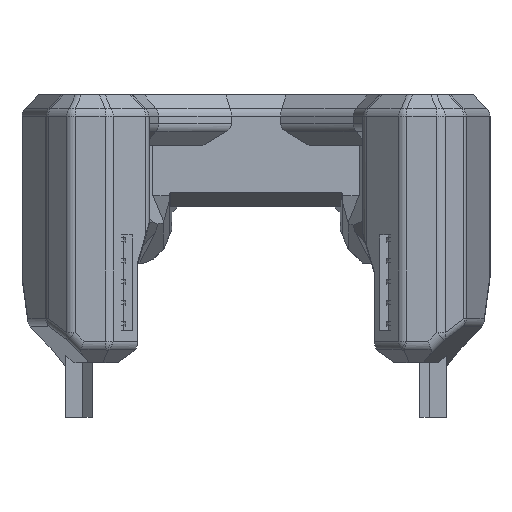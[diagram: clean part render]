
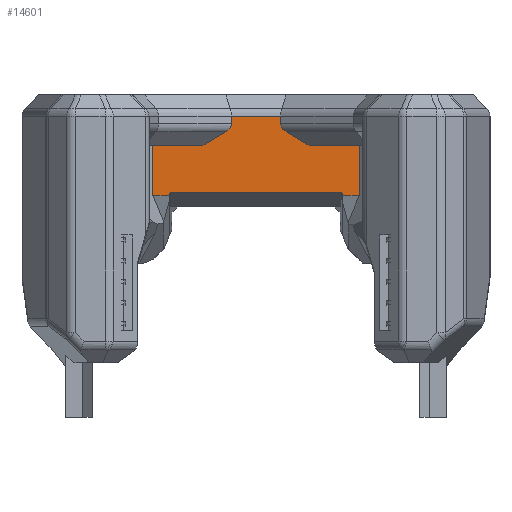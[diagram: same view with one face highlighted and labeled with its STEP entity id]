
A CAD part, left-side view. The second image highlights one B-rep face of the part: STEP entity #14601.
In plain terms, the highlighted planar face has unit normal (-1, 0, 0).
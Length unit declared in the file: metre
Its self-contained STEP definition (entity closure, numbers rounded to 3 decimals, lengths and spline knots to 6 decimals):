
#906=ELLIPSE('',#15506,0.003373,0.002);
#907=ELLIPSE('',#15507,0.003373,0.002);
#1440=ORIENTED_EDGE('',*,*,#5965,.T.);
#1441=ORIENTED_EDGE('',*,*,#5966,.T.);
#1442=ORIENTED_EDGE('',*,*,#5967,.T.);
#1443=ORIENTED_EDGE('',*,*,#5921,.T.);
#1444=ORIENTED_EDGE('',*,*,#5946,.T.);
#1445=ORIENTED_EDGE('',*,*,#5968,.T.);
#1446=ORIENTED_EDGE('',*,*,#5969,.T.);
#1447=ORIENTED_EDGE('',*,*,#5970,.T.);
#1448=ORIENTED_EDGE('',*,*,#5971,.T.);
#1449=ORIENTED_EDGE('',*,*,#5972,.T.);
#1450=ORIENTED_EDGE('',*,*,#5973,.T.);
#1451=ORIENTED_EDGE('',*,*,#5974,.T.);
#1452=ORIENTED_EDGE('',*,*,#5975,.T.);
#1453=ORIENTED_EDGE('',*,*,#5976,.T.);
#1454=ORIENTED_EDGE('',*,*,#5977,.T.);
#1455=ORIENTED_EDGE('',*,*,#5961,.T.);
#5921=EDGE_CURVE('',#8183,#8186,#9558,.T.);
#5946=EDGE_CURVE('',#8186,#8211,#9583,.T.);
#5961=EDGE_CURVE('',#8221,#8223,#9598,.T.);
#5965=EDGE_CURVE('',#8223,#8225,#9602,.T.);
#5966=EDGE_CURVE('',#8225,#8226,#9603,.F.);
#5967=EDGE_CURVE('',#8226,#8183,#9604,.F.);
#5968=EDGE_CURVE('',#8211,#8227,#9605,.T.);
#5969=EDGE_CURVE('',#8227,#8228,#9606,.F.);
#5970=EDGE_CURVE('',#8228,#8229,#906,.F.);
#5971=EDGE_CURVE('',#8229,#8230,#9607,.T.);
#5972=EDGE_CURVE('',#8230,#8231,#9608,.F.);
#5973=EDGE_CURVE('',#8231,#8232,#9609,.T.);
#5974=EDGE_CURVE('',#8232,#8233,#907,.F.);
#5975=EDGE_CURVE('',#8233,#8234,#9610,.F.);
#5976=EDGE_CURVE('',#8234,#8235,#9611,.T.);
#5977=EDGE_CURVE('',#8235,#8221,#9612,.T.);
#8183=VERTEX_POINT('',#21550);
#8186=VERTEX_POINT('',#21555);
#8211=VERTEX_POINT('',#21608);
#8221=VERTEX_POINT('',#21634);
#8223=VERTEX_POINT('',#21638);
#8225=VERTEX_POINT('',#21647);
#8226=VERTEX_POINT('',#21649);
#8227=VERTEX_POINT('',#21652);
#8228=VERTEX_POINT('',#21654);
#8229=VERTEX_POINT('',#21656);
#8230=VERTEX_POINT('',#21658);
#8231=VERTEX_POINT('',#21660);
#8232=VERTEX_POINT('',#21662);
#8233=VERTEX_POINT('',#21664);
#8234=VERTEX_POINT('',#21666);
#8235=VERTEX_POINT('',#21668);
#9558=LINE('',#21556,#10967);
#9583=LINE('',#21609,#10992);
#9598=LINE('',#21639,#11007);
#9602=LINE('',#21646,#11011);
#9603=LINE('',#21648,#11012);
#9604=LINE('',#21650,#11013);
#9605=LINE('',#21651,#11014);
#9606=LINE('',#21653,#11015);
#9607=LINE('',#21657,#11016);
#9608=LINE('',#21659,#11017);
#9609=LINE('',#21661,#11018);
#9610=LINE('',#21665,#11019);
#9611=LINE('',#21667,#11020);
#9612=LINE('',#21669,#11021);
#10967=VECTOR('',#17082,1.);
#10992=VECTOR('',#17113,1.);
#11007=VECTOR('',#17134,1.);
#11011=VECTOR('',#17142,1.);
#11012=VECTOR('',#17143,1.);
#11013=VECTOR('',#17144,1.);
#11014=VECTOR('',#17145,1.);
#11015=VECTOR('',#17146,1.);
#11016=VECTOR('',#17149,1.);
#11017=VECTOR('',#17150,1.);
#11018=VECTOR('',#17151,1.);
#11019=VECTOR('',#17154,1.);
#11020=VECTOR('',#17155,1.);
#11021=VECTOR('',#17156,1.);
#12330=EDGE_LOOP('',(#1440,#1441,#1442,#1443,#1444,#1445,#1446,#1447,#1448,
#1449,#1450,#1451,#1452,#1453,#1454,#1455));
#13249=FACE_BOUND('',#12330,.T.);
#14168=PLANE('',#15505);
#14601=ADVANCED_FACE('',(#13249),#14168,.T.);
#15505=AXIS2_PLACEMENT_3D('',#21645,#17140,#17141);
#15506=AXIS2_PLACEMENT_3D('',#21655,#17147,#17148);
#15507=AXIS2_PLACEMENT_3D('',#21663,#17152,#17153);
#17082=DIRECTION('',(0.,-1.,0.));
#17113=DIRECTION('',(0.,0.,1.));
#17134=DIRECTION('',(0.,-1.,0.));
#17140=DIRECTION('',(-1.,0.,0.));
#17141=DIRECTION('',(0.,-1.,0.));
#17142=DIRECTION('',(0.,-0.357,0.934));
#17143=DIRECTION('',(0.,1.,0.));
#17144=DIRECTION('',(0.,0.357,0.934));
#17145=DIRECTION('',(0.,1.,0.));
#17146=DIRECTION('',(0.,-0.86,-0.51));
#17147=DIRECTION('',(-1.,0.,0.));
#17148=DIRECTION('',(0.,-1.,0.));
#17149=DIRECTION('',(0.,0.,1.));
#17150=DIRECTION('',(0.,-1.,0.));
#17151=DIRECTION('',(0.,0.,-1.));
#17152=DIRECTION('',(-1.,0.,0.));
#17153=DIRECTION('',(0.,-1.,0.));
#17154=DIRECTION('',(0.,-0.86,0.51));
#17155=DIRECTION('',(0.,1.,0.));
#17156=DIRECTION('',(0.,0.,-1.));
#21550=CARTESIAN_POINT('',(-0.007,-0.0155,0.031));
#21555=CARTESIAN_POINT('',(-0.007,-0.0184,0.031));
#21556=CARTESIAN_POINT('',(-0.007,0.,0.031));
#21608=CARTESIAN_POINT('',(-0.007,-0.0184,0.04));
#21609=CARTESIAN_POINT('',(-0.007,-0.0184,-0.441462));
#21634=CARTESIAN_POINT('',(-0.007,0.0184,0.031));
#21638=CARTESIAN_POINT('',(-0.007,0.0155,0.031));
#21639=CARTESIAN_POINT('',(-0.007,0.,0.031));
#21645=CARTESIAN_POINT('',(-0.007,0.,-0.441462));
#21646=CARTESIAN_POINT('',(-0.007,0.171228,-0.375936));
#21647=CARTESIAN_POINT('',(-0.007,0.015286,0.031558));
#21648=CARTESIAN_POINT('',(-0.007,0.,0.031558));
#21649=CARTESIAN_POINT('',(-0.007,-0.015286,0.031558));
#21650=CARTESIAN_POINT('',(-0.007,-0.171228,-0.375936));
#21651=CARTESIAN_POINT('',(-0.007,0.018402,0.04));
#21652=CARTESIAN_POINT('',(-0.007,-0.009464,0.04));
#21653=CARTESIAN_POINT('',(-0.007,-0.01264,0.038117));
#21654=CARTESIAN_POINT('',(-0.007,-0.005392,0.042414));
#21655=CARTESIAN_POINT('',(-0.007,-0.007777,0.043828));
#21656=CARTESIAN_POINT('',(-0.007,-0.004404,0.043828));
#21657=CARTESIAN_POINT('',(-0.007,-0.004404,-0.441462));
#21658=CARTESIAN_POINT('',(-0.007,-0.004404,0.045172));
#21659=CARTESIAN_POINT('',(-0.007,0.,0.045172));
#21660=CARTESIAN_POINT('',(-0.007,0.004404,0.045172));
#21661=CARTESIAN_POINT('',(-0.007,0.004404,-0.441462));
#21662=CARTESIAN_POINT('',(-0.007,0.004404,0.043828));
#21663=CARTESIAN_POINT('',(-0.007,0.007777,0.043828));
#21664=CARTESIAN_POINT('',(-0.007,0.005392,0.042414));
#21665=CARTESIAN_POINT('',(-0.007,0.01264,0.038117));
#21666=CARTESIAN_POINT('',(-0.007,0.009464,0.04));
#21667=CARTESIAN_POINT('',(-0.007,0.018402,0.04));
#21668=CARTESIAN_POINT('',(-0.007,0.0184,0.04));
#21669=CARTESIAN_POINT('',(-0.007,0.0184,0.032));
